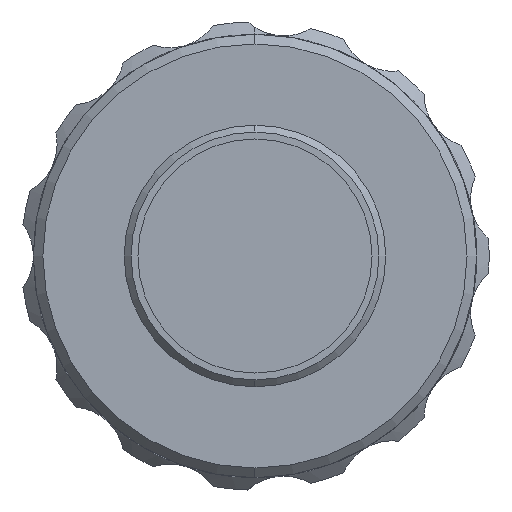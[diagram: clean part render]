
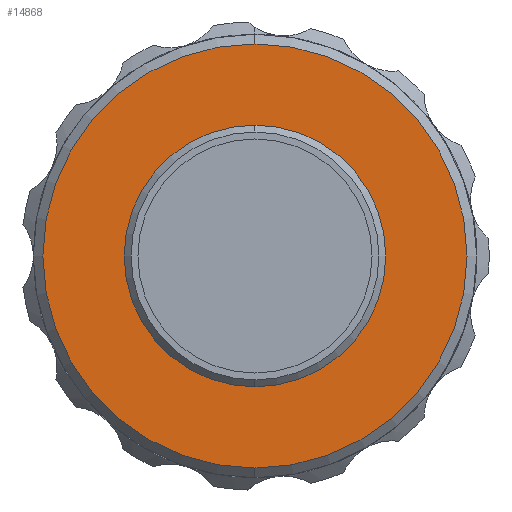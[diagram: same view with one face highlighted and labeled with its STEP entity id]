
A CAD part, front view. The second image highlights one B-rep face of the part: STEP entity #14868.
In plain terms, the highlighted planar face has unit normal (0, -1, 0).
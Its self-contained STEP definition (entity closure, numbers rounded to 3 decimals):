
#1219 = VERTEX_POINT ( 'NONE', #20911 ) ;
#1885 = CARTESIAN_POINT ( 'NONE',  ( 0., 1.281, -9.5 ) ) ;
#3225 = EDGE_LOOP ( 'NONE', ( #22775, #22588 ) ) ;
#3233 = EDGE_CURVE ( 'NONE', #22136, #1219, #34237, .T. ) ;
#6595 = FACE_BOUND ( 'NONE', #3225, .T. ) ;
#6864 = DIRECTION ( 'NONE',  ( 0., 1., 0. ) ) ;
#7291 = AXIS2_PLACEMENT_3D ( 'NONE', #41607, #41374, #8359 ) ;
#7565 = CARTESIAN_POINT ( 'NONE',  ( 0., 1.281, 0. ) ) ;
#8359 = DIRECTION ( 'NONE',  ( 0., 0., 1. ) ) ;
#8600 = VERTEX_POINT ( 'NONE', #1885 ) ;
#9091 = CARTESIAN_POINT ( 'NONE',  ( 0., 1.281, 0. ) ) ;
#9742 = CARTESIAN_POINT ( 'NONE',  ( 0., 1.281, 0. ) ) ;
#11293 = DIRECTION ( 'NONE',  ( 0., 1., 0. ) ) ;
#12913 = AXIS2_PLACEMENT_3D ( 'NONE', #7565, #6864, #32870 ) ;
#13486 = AXIS2_PLACEMENT_3D ( 'NONE', #9091, #46212, #24041 ) ;
#13838 = PLANE ( 'NONE',  #41892 ) ;
#14868 = ADVANCED_FACE ( 'NONE', ( #6595, #16982 ), #13838, .T. ) ;
#16982 = FACE_OUTER_BOUND ( 'NONE', #31500, .T. ) ;
#20032 = EDGE_CURVE ( 'NONE', #8600, #29155, #32710, .T. ) ;
#20111 = CARTESIAN_POINT ( 'NONE',  ( 0., 1.281, -15.4 ) ) ;
#20823 = DIRECTION ( 'NONE',  ( 0., -1., 0. ) ) ;
#20911 = CARTESIAN_POINT ( 'NONE',  ( 0., 1.281, 15.4 ) ) ;
#22136 = VERTEX_POINT ( 'NONE', #20111 ) ;
#22365 = CARTESIAN_POINT ( 'NONE',  ( 0., 1.281, 0. ) ) ;
#22588 = ORIENTED_EDGE ( 'NONE', *, *, #20032, .T. ) ;
#22775 = ORIENTED_EDGE ( 'NONE', *, *, #31673, .T. ) ;
#24041 = DIRECTION ( 'NONE',  ( 0., 0., 1. ) ) ;
#29155 = VERTEX_POINT ( 'NONE', #32218 ) ;
#29590 = DIRECTION ( 'NONE',  ( 0., 0., 1. ) ) ;
#31375 = CIRCLE ( 'NONE', #12913, 15.4 ) ;
#31500 = EDGE_LOOP ( 'NONE', ( #44604, #34901 ) ) ;
#31673 = EDGE_CURVE ( 'NONE', #29155, #8600, #32005, .T. ) ;
#32005 = CIRCLE ( 'NONE', #44299, 9.5 ) ;
#32218 = CARTESIAN_POINT ( 'NONE',  ( 0., 1.281, 9.5 ) ) ;
#32600 = DIRECTION ( 'NONE',  ( 0., 0., -1. ) ) ;
#32710 = CIRCLE ( 'NONE', #7291, 9.5 ) ;
#32870 = DIRECTION ( 'NONE',  ( 0., 0., 1. ) ) ;
#34237 = CIRCLE ( 'NONE', #13486, 15.4 ) ;
#34901 = ORIENTED_EDGE ( 'NONE', *, *, #3233, .F. ) ;
#41374 = DIRECTION ( 'NONE',  ( 0., 1., 0. ) ) ;
#41607 = CARTESIAN_POINT ( 'NONE',  ( 0., 1.281, 0. ) ) ;
#41892 = AXIS2_PLACEMENT_3D ( 'NONE', #9742, #20823, #32600 ) ;
#43805 = EDGE_CURVE ( 'NONE', #1219, #22136, #31375, .T. ) ;
#44299 = AXIS2_PLACEMENT_3D ( 'NONE', #22365, #11293, #29590 ) ;
#44604 = ORIENTED_EDGE ( 'NONE', *, *, #43805, .F. ) ;
#46212 = DIRECTION ( 'NONE',  ( 0., 1., 0. ) ) ;
